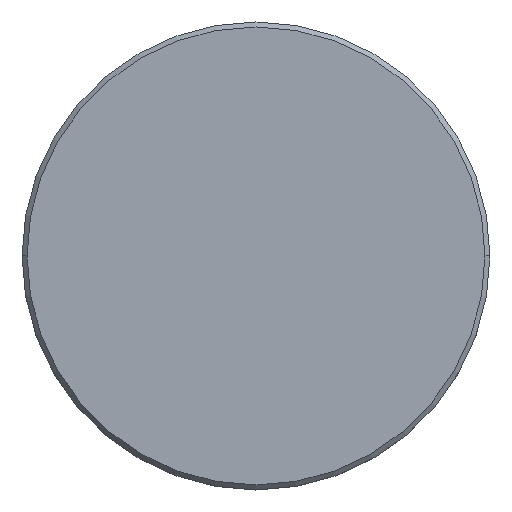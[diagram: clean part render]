
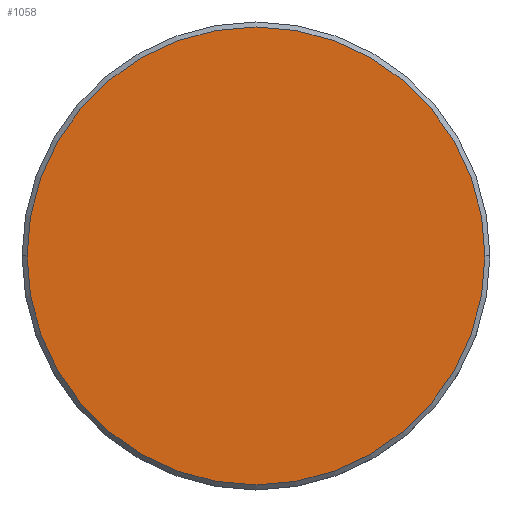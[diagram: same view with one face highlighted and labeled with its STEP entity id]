
A CAD part, top view. The second image highlights one B-rep face of the part: STEP entity #1058.
In plain terms, the highlighted planar face has unit normal (0, 0, 1).
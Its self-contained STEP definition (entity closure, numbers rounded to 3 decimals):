
#66 = CARTESIAN_POINT ( 'NONE',  ( 0., 0., 0. ) ) ;
#89 = CIRCLE ( 'NONE', #444, 23. ) ;
#94 = CARTESIAN_POINT ( 'NONE',  ( 0., 0., 0. ) ) ;
#165 = VERTEX_POINT ( 'NONE', #701 ) ;
#195 = CIRCLE ( 'NONE', #908, 23. ) ;
#211 = EDGE_CURVE ( 'NONE', #549, #165, #195, .T. ) ;
#326 = DIRECTION ( 'NONE',  ( 1., 0., 0. ) ) ;
#341 = ORIENTED_EDGE ( 'NONE', *, *, #772, .T. ) ;
#430 = DIRECTION ( 'NONE',  ( 0., 0., 1. ) ) ;
#444 = AXIS2_PLACEMENT_3D ( 'NONE', #94, #828, #710 ) ;
#460 = EDGE_LOOP ( 'NONE', ( #341, #464 ) ) ;
#464 = ORIENTED_EDGE ( 'NONE', *, *, #211, .T. ) ;
#471 = CARTESIAN_POINT ( 'NONE',  ( 23., 0., 0. ) ) ;
#549 = VERTEX_POINT ( 'NONE', #471 ) ;
#701 = CARTESIAN_POINT ( 'NONE',  ( -23., 0., 0. ) ) ;
#710 = DIRECTION ( 'NONE',  ( 1., 0., 0. ) ) ;
#747 = AXIS2_PLACEMENT_3D ( 'NONE', #875, #1144, #791 ) ;
#768 = FACE_OUTER_BOUND ( 'NONE', #460, .T. ) ;
#772 = EDGE_CURVE ( 'NONE', #165, #549, #89, .T. ) ;
#791 = DIRECTION ( 'NONE',  ( 1., 0., 0. ) ) ;
#828 = DIRECTION ( 'NONE',  ( 0., 0., 1. ) ) ;
#875 = CARTESIAN_POINT ( 'NONE',  ( 0., 0., 0. ) ) ;
#908 = AXIS2_PLACEMENT_3D ( 'NONE', #66, #430, #326 ) ;
#963 = PLANE ( 'NONE',  #747 ) ;
#1058 = ADVANCED_FACE ( 'NONE', ( #768 ), #963, .T. ) ;
#1144 = DIRECTION ( 'NONE',  ( 0., 0., 1. ) ) ;
